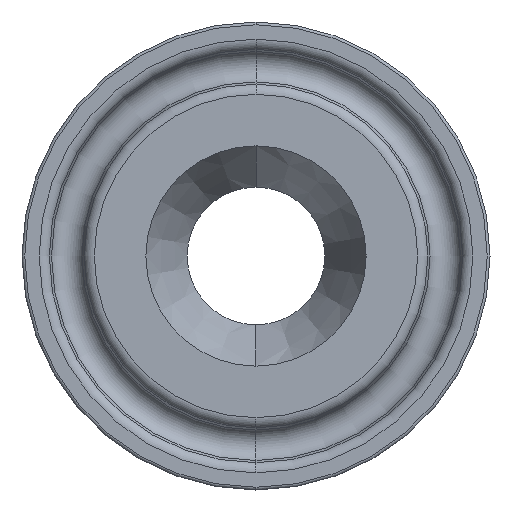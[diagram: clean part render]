
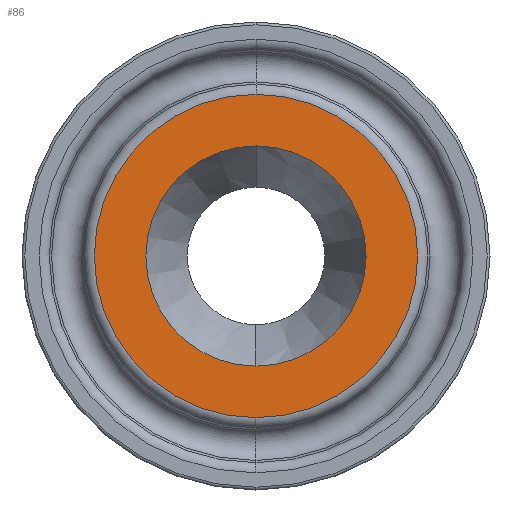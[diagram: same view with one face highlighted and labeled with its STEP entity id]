
A CAD part, left-side view. The second image highlights one B-rep face of the part: STEP entity #86.
In plain terms, the highlighted planar face has unit normal (-1, 0, 0).
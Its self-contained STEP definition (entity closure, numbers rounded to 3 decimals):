
#14 = CIRCLE ( 'NONE', #293, 11.747 ) ;
#50 = DIRECTION ( 'NONE',  ( -1., 0., 0. ) ) ;
#65 = AXIS2_PLACEMENT_3D ( 'NONE', #819, #50, #731 ) ;
#86 = ADVANCED_FACE ( 'NONE', ( #544, #886 ), #609, .F. ) ;
#88 = CIRCLE ( 'NONE', #1006, 11.747 ) ;
#121 = ORIENTED_EDGE ( 'NONE', *, *, #798, .F. ) ;
#148 = CARTESIAN_POINT ( 'NONE',  ( 0., 0., 0. ) ) ;
#166 = CIRCLE ( 'NONE', #454, 8. ) ;
#271 = DIRECTION ( 'NONE',  ( 1., 0., 0. ) ) ;
#286 = CARTESIAN_POINT ( 'NONE',  ( 0., 11.747, 0. ) ) ;
#293 = AXIS2_PLACEMENT_3D ( 'NONE', #1102, #324, #838 ) ;
#315 = EDGE_LOOP ( 'NONE', ( #768, #766 ) ) ;
#324 = DIRECTION ( 'NONE',  ( -1., 0., 0. ) ) ;
#365 = DIRECTION ( 'NONE',  ( 0., 0., 1. ) ) ;
#411 = VERTEX_POINT ( 'NONE', #1040 ) ;
#453 = EDGE_CURVE ( 'NONE', #504, #411, #166, .T. ) ;
#454 = AXIS2_PLACEMENT_3D ( 'NONE', #790, #784, #365 ) ;
#504 = VERTEX_POINT ( 'NONE', #863 ) ;
#508 = ORIENTED_EDGE ( 'NONE', *, *, #453, .F. ) ;
#544 = FACE_BOUND ( 'NONE', #1097, .T. ) ;
#593 = CARTESIAN_POINT ( 'NONE',  ( 0., 0., 11.747 ) ) ;
#596 = AXIS2_PLACEMENT_3D ( 'NONE', #286, #271, #615 ) ;
#609 = PLANE ( 'NONE',  #596 ) ;
#615 = DIRECTION ( 'NONE',  ( 0., 0., -1. ) ) ;
#637 = CIRCLE ( 'NONE', #65, 8. ) ;
#649 = VERTEX_POINT ( 'NONE', #593 ) ;
#657 = DIRECTION ( 'NONE',  ( -1., 0., 0. ) ) ;
#665 = CARTESIAN_POINT ( 'NONE',  ( 0., 0., -11.747 ) ) ;
#698 = VERTEX_POINT ( 'NONE', #665 ) ;
#731 = DIRECTION ( 'NONE',  ( 0., 0., 1. ) ) ;
#746 = DIRECTION ( 'NONE',  ( 0., 0., 1. ) ) ;
#766 = ORIENTED_EDGE ( 'NONE', *, *, #925, .T. ) ;
#768 = ORIENTED_EDGE ( 'NONE', *, *, #815, .T. ) ;
#784 = DIRECTION ( 'NONE',  ( -1., 0., 0. ) ) ;
#790 = CARTESIAN_POINT ( 'NONE',  ( 0., 0., 0. ) ) ;
#798 = EDGE_CURVE ( 'NONE', #411, #504, #637, .T. ) ;
#815 = EDGE_CURVE ( 'NONE', #649, #698, #14, .T. ) ;
#819 = CARTESIAN_POINT ( 'NONE',  ( 0., 0., 0. ) ) ;
#838 = DIRECTION ( 'NONE',  ( 0., 0., 1. ) ) ;
#863 = CARTESIAN_POINT ( 'NONE',  ( 0., 0., -8. ) ) ;
#886 = FACE_OUTER_BOUND ( 'NONE', #315, .T. ) ;
#925 = EDGE_CURVE ( 'NONE', #698, #649, #88, .T. ) ;
#1006 = AXIS2_PLACEMENT_3D ( 'NONE', #148, #657, #746 ) ;
#1040 = CARTESIAN_POINT ( 'NONE',  ( 0., 0., 8. ) ) ;
#1097 = EDGE_LOOP ( 'NONE', ( #121, #508 ) ) ;
#1102 = CARTESIAN_POINT ( 'NONE',  ( 0., 0., 0. ) ) ;
